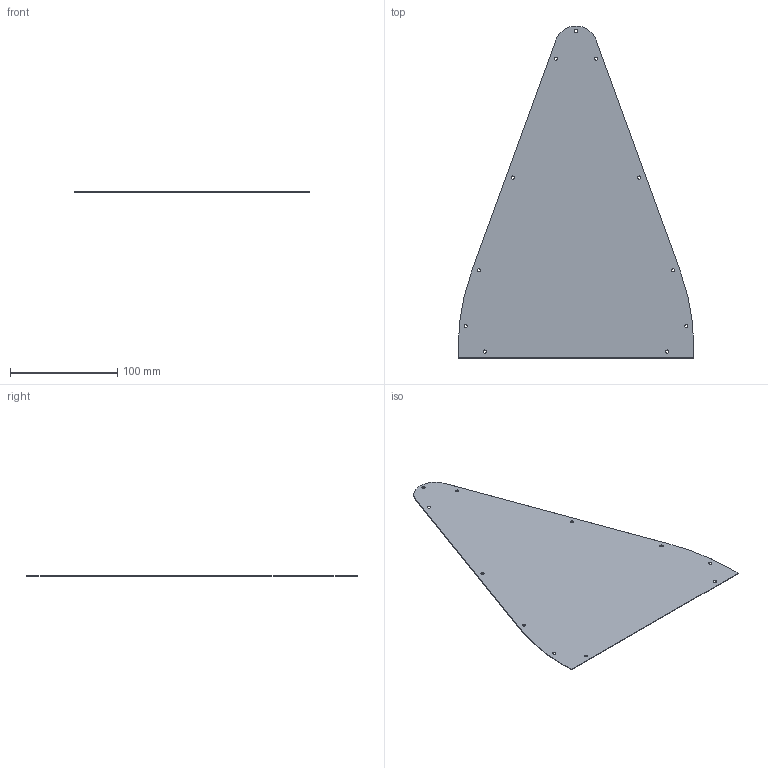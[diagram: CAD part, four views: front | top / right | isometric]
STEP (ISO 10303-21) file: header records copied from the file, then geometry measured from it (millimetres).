
FILE_DESCRIPTION(/* description */ (''),/* implementation_level */ '2;1');
FILE_NAME(/* name */ 'DBP-0-cover.stp',/* time_stamp */ '2021-07-27T13:51:10+01:00',/* author */ ('hobly'),/* organization */ (''),/* preprocessor_version */ 'ST-DEVELOPER v18',/* originating_system */ 'Autodesk Inventor 2020',/* authorisation */ '');
FILE_SCHEMA (('AUTOMOTIVE_DESIGN { 1 0 10303 214 3 1 1 }'));
Length unit declared in the file: millimetre
Products named in the file (1): DBP-1-cover
Bounding box: 220 x 310 x 0.5 mm (x, y, z)
Volume: 21290.3 mm3; surface area: 85659.5 mm2
Topology: 1 solids, 1 shells, 21 faces, 57 edges, 38 vertices
Faces by surface type: cylinder 14, plane 7
Full cylindrical faces by diameter (mm): 3 x11
Entity records: 764 total; most frequent: DIRECTION 129, CARTESIAN_POINT 117, ORIENTED_EDGE 114, EDGE_CURVE 57, AXIS2_PLACEMENT_3D 50, EDGE_LOOP 43, VERTEX_POINT 38, LINE 29
